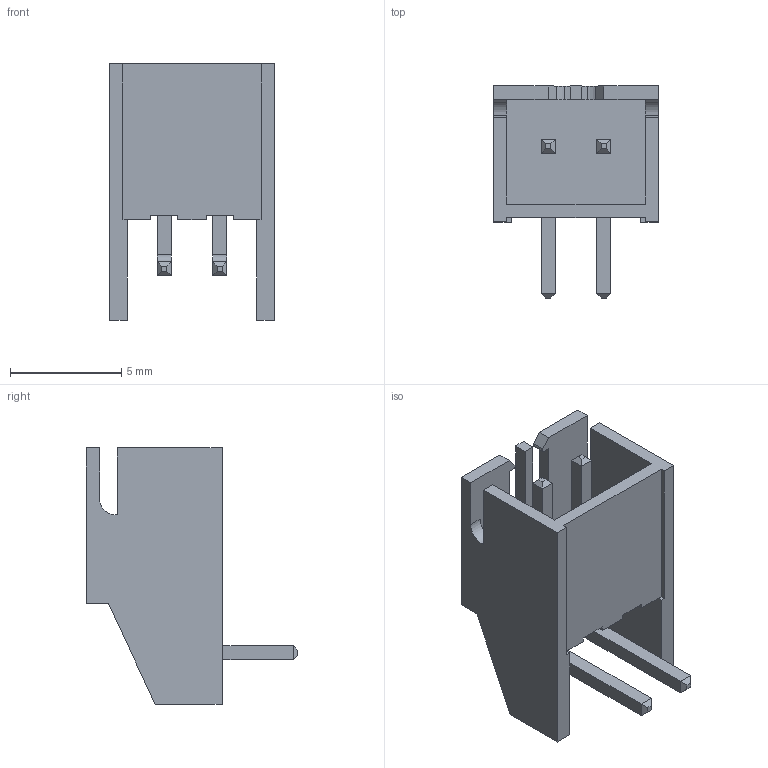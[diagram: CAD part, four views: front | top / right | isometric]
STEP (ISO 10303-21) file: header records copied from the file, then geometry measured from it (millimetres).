
FILE_DESCRIPTION(/* description */ (''),/* implementation_level */ '2;1');
FILE_NAME(/* name */ 'S2B-XH-A.stp',/* time_stamp */ '2017-04-07T20:55:09+09:00',/* author */ (''),/* organization */ (''),/* preprocessor_version */ 'ST-DEVELOPER v16.5',/* originating_system */ 'Autodesk Translation Framework v5.2.0.2920',/* authorisation */ '');
FILE_SCHEMA (('AUTOMOTIVE_DESIGN { 1 0 10303 214 3 1 1 }'));
Length unit declared in the file: millimetre
Products named in the file (1): S3B-XH-A v6
Bounding box: 7.4 x 9.5 x 11.5 mm (x, y, z)
Volume: 152.3 mm3; surface area: 581.3 mm2
Topology: 3 solids, 3 shells, 98 faces, 258 edges, 166 vertices
Faces by surface type: plane 88, cylinder 10
Entity records: 3000 total; most frequent: CARTESIAN_POINT 523, ORIENTED_EDGE 516, DIRECTION 476, EDGE_CURVE 258, LINE 238, VECTOR 238, VERTEX_POINT 166, AXIS2_PLACEMENT_3D 119
